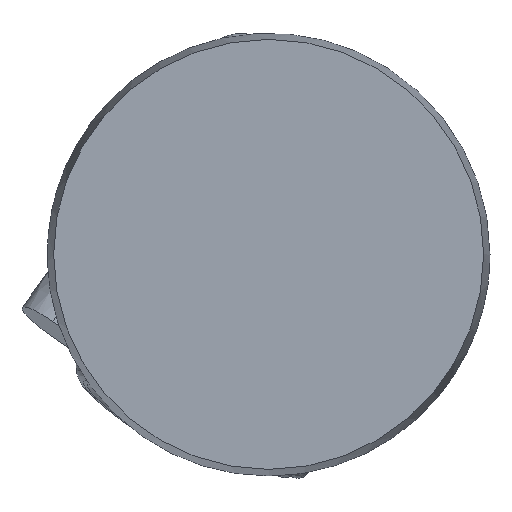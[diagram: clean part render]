
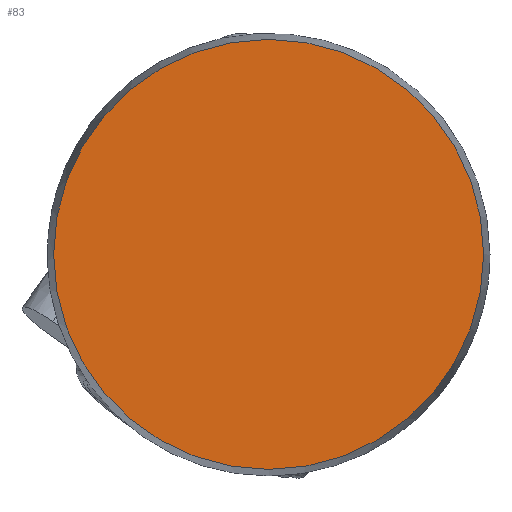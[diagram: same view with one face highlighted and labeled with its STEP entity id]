
A CAD part, top view. The second image highlights one B-rep face of the part: STEP entity #83.
In plain terms, the highlighted free-form (B-spline) face has degree [1, 1] with [2, 2] control points.
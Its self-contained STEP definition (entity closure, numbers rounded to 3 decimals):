
#83=ADVANCED_FACE('',(#247),#248,.T.);
#247=FACE_OUTER_BOUND('',#2907,.T.);
#248=B_SPLINE_SURFACE_WITH_KNOTS('',1,1,((#2908,#2909),(#2910,#2911)),.UNSPECIFIED.,.F.,.F.,.F.,(2,2),(2,2),(0.0,1.0),(0.0,1.0),.UNSPECIFIED.);
#2907=EDGE_LOOP('',(#8655));
#2908=CARTESIAN_POINT('',(-21.661,-21.163,106.5));
#2909=CARTESIAN_POINT('',(-21.661,21.353,106.5));
#2910=CARTESIAN_POINT('',(20.855,-21.163,106.5));
#2911=CARTESIAN_POINT('',(20.855,21.353,106.5));
#8655=ORIENTED_EDGE('',*,*,#9213,.T.);
#9213=EDGE_CURVE('',#9648,#9648,#9649,.T.);
#9648=VERTEX_POINT('',#12454);
#9649=CIRCLE('',#12455,21.006);
#12454=CARTESIAN_POINT('',(20.603,0.095,106.5));
#12455=AXIS2_PLACEMENT_3D('',#14070,#14071,#14072);
#14070=CARTESIAN_POINT('',(-0.403,0.095,106.5));
#14071=DIRECTION('',(0.0,0.0,1.0));
#14072=DIRECTION('',(1.0,0.0,-0.0));
